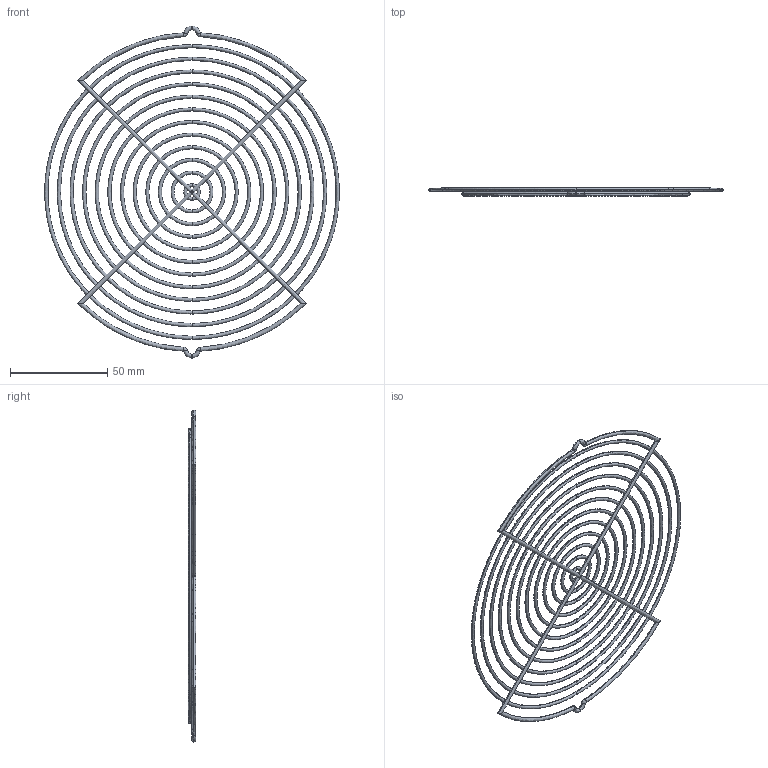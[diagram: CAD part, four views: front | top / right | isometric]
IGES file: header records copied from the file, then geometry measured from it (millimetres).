
Start section: SolidWorks IGES file using analytic representation for surfaces
Global section: file name: sc162_w8.IGS; native system: SolidWorks 2010; preprocessor: SolidWorks 2010; author: umeshp; date: 101026.173210; units: millimetre
Bounding box: 151.48 x 4 x 170.8 mm (x, y, z)
Surface area: 18546.1 mm2 (no closed solid volume)
Topology: 0 solids, 0 shells, 76 faces, 464 edges, 456 vertices
Faces by surface type: bspline 68, revolution 8
